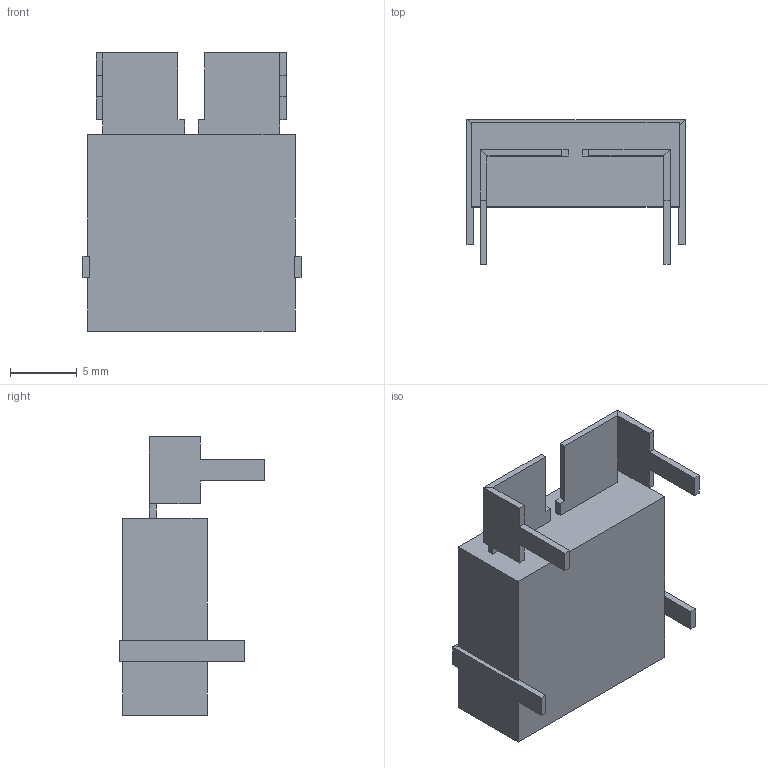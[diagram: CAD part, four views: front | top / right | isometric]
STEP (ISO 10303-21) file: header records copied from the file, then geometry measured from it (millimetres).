
FILE_DESCRIPTION (( 'STEP AP214' ), '1' );
FILE_NAME ('PCC-SMP-K-5.STEP', '2023-10-27T18:19:18', ( '' ), ( '' ), 'SwSTEP 2.0', 'SolidWorks 2023', '' );
FILE_SCHEMA (( 'AUTOMOTIVE_DESIGN' ));
Length unit declared in the file: millimetre
Products named in the file (1): PCC-SMP-K-5
Bounding box: 16.3 x 10.85 x 20.8 mm (x, y, z)
Volume: 1515.9 mm3; surface area: 1156.3 mm2
Topology: 1 solids, 1 shells, 58 faces, 158 edges, 106 vertices
Faces by surface type: plane 58
Entity records: 1821 total; most frequent: CARTESIAN_POINT 323, ORIENTED_EDGE 316, DIRECTION 276, EDGE_CURVE 158, LINE 158, VECTOR 158, VERTEX_POINT 106, EDGE_LOOP 62
